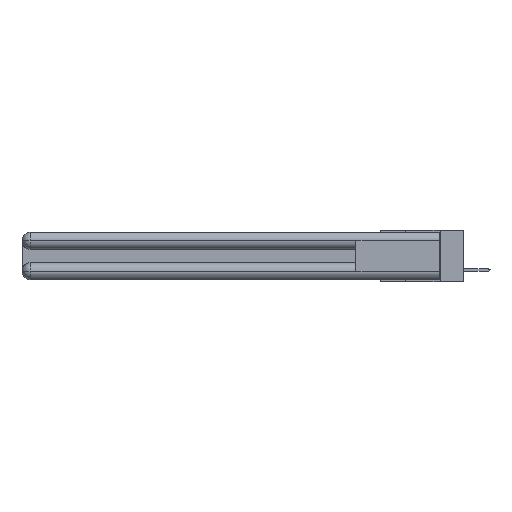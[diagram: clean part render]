
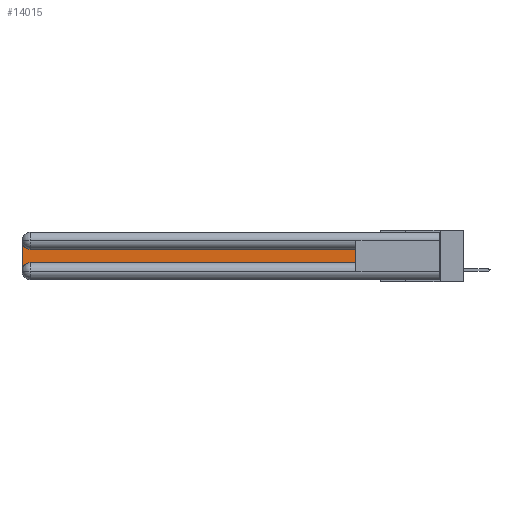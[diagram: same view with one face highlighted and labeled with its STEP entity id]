
A CAD part, left-side view. The second image highlights one B-rep face of the part: STEP entity #14015.
In plain terms, the highlighted planar face has unit normal (-1, 0, 0).
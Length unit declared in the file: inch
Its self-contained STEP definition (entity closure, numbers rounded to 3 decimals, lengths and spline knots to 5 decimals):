
#877 = AXIS2_PLACEMENT_3D ( 'NONE', #3212, #17714, #10809 ) ;
#967 = DIRECTION ( 'NONE',  ( 0., 0., 1. ) ) ;
#1090 = DIRECTION ( 'NONE',  ( 0., 0., -1. ) ) ;
#1347 = ORIENTED_EDGE ( 'NONE', *, *, #11968, .T. ) ;
#1612 = CARTESIAN_POINT ( 'NONE',  ( 0.075, 3., -0.2175 ) ) ;
#1819 = CARTESIAN_POINT ( 'NONE',  ( 0.075, 0.6, -0.2175 ) ) ;
#1917 = ORIENTED_EDGE ( 'NONE', *, *, #25142, .T. ) ;
#2380 = VECTOR ( 'NONE', #967, 39.37008 ) ;
#2643 = LINE ( 'NONE', #19217, #20031 ) ;
#3067 = VERTEX_POINT ( 'NONE', #1819 ) ;
#3212 = CARTESIAN_POINT ( 'NONE',  ( 0.075, 2.94, -0.2775 ) ) ;
#3294 = DIRECTION ( 'NONE',  ( 1., 0., 0. ) ) ;
#3373 = VERTEX_POINT ( 'NONE', #11213 ) ;
#4159 = ORIENTED_EDGE ( 'NONE', *, *, #25823, .T. ) ;
#4597 = ORIENTED_EDGE ( 'NONE', *, *, #12989, .T. ) ;
#4666 = LINE ( 'NONE', #21947, #20121 ) ;
#5088 = DIRECTION ( 'NONE',  ( 0., 0., -1. ) ) ;
#5234 = LINE ( 'NONE', #19194, #2380 ) ;
#7968 = PLANE ( 'NONE',  #24066 ) ;
#7970 = CARTESIAN_POINT ( 'NONE',  ( 0.075, 3., -0.0625 ) ) ;
#9259 = VECTOR ( 'NONE', #1090, 39.37008 ) ;
#9359 = CARTESIAN_POINT ( 'NONE',  ( 0.075, 2.94, -0.0625 ) ) ;
#10558 = AXIS2_PLACEMENT_3D ( 'NONE', #9359, #3294, #5088 ) ;
#10809 = DIRECTION ( 'NONE',  ( 0., 0., -1. ) ) ;
#11129 = CARTESIAN_POINT ( 'NONE',  ( 0.075, 2.94, -0.1225 ) ) ;
#11213 = CARTESIAN_POINT ( 'NONE',  ( 0.075, 3., -0.2775 ) ) ;
#11968 = EDGE_CURVE ( 'NONE', #14677, #3373, #17700, .T. ) ;
#12101 = VERTEX_POINT ( 'NONE', #12250 ) ;
#12250 = CARTESIAN_POINT ( 'NONE',  ( 0.075, 0.6, -0.1225 ) ) ;
#12989 = EDGE_CURVE ( 'NONE', #14607, #14677, #19870, .T. ) ;
#13901 = DIRECTION ( 'NONE',  ( 0., -1., 0. ) ) ;
#14015 = ADVANCED_FACE ( 'NONE', ( #25012 ), #7968, .F. ) ;
#14407 = ORIENTED_EDGE ( 'NONE', *, *, #22371, .T. ) ;
#14607 = VERTEX_POINT ( 'NONE', #11129 ) ;
#14677 = VERTEX_POINT ( 'NONE', #7970 ) ;
#14992 = EDGE_LOOP ( 'NONE', ( #1917, #4597, #1347, #14407, #26100, #4159 ) ) ;
#15035 = VERTEX_POINT ( 'NONE', #17576 ) ;
#15174 = CIRCLE ( 'NONE', #877, 0.06 ) ;
#15590 = DIRECTION ( 'NONE',  ( 0., 1., 0. ) ) ;
#16468 = EDGE_CURVE ( 'NONE', #15035, #3067, #2643, .T. ) ;
#17576 = CARTESIAN_POINT ( 'NONE',  ( 0.075, 2.94, -0.2175 ) ) ;
#17700 = LINE ( 'NONE', #1612, #9259 ) ;
#17714 = DIRECTION ( 'NONE',  ( 1., 0., 0. ) ) ;
#18106 = CARTESIAN_POINT ( 'NONE',  ( 0.075, 3., -0.1225 ) ) ;
#19194 = CARTESIAN_POINT ( 'NONE',  ( 0.075, 0.6, -0.2175 ) ) ;
#19217 = CARTESIAN_POINT ( 'NONE',  ( 0.075, 0.6, -0.2175 ) ) ;
#19870 = CIRCLE ( 'NONE', #10558, 0.06 ) ;
#20031 = VECTOR ( 'NONE', #13901, 39.37008 ) ;
#20121 = VECTOR ( 'NONE', #15590, 39.37008 ) ;
#21947 = CARTESIAN_POINT ( 'NONE',  ( 0.075, 0.6, -0.1225 ) ) ;
#22371 = EDGE_CURVE ( 'NONE', #3373, #15035, #15174, .T. ) ;
#24066 = AXIS2_PLACEMENT_3D ( 'NONE', #18106, #24409, #26669 ) ;
#24409 = DIRECTION ( 'NONE',  ( 1., 0., 0. ) ) ;
#25012 = FACE_OUTER_BOUND ( 'NONE', #14992, .T. ) ;
#25142 = EDGE_CURVE ( 'NONE', #12101, #14607, #4666, .T. ) ;
#25823 = EDGE_CURVE ( 'NONE', #3067, #12101, #5234, .T. ) ;
#26100 = ORIENTED_EDGE ( 'NONE', *, *, #16468, .T. ) ;
#26669 = DIRECTION ( 'NONE',  ( 0., 0., -1. ) ) ;
